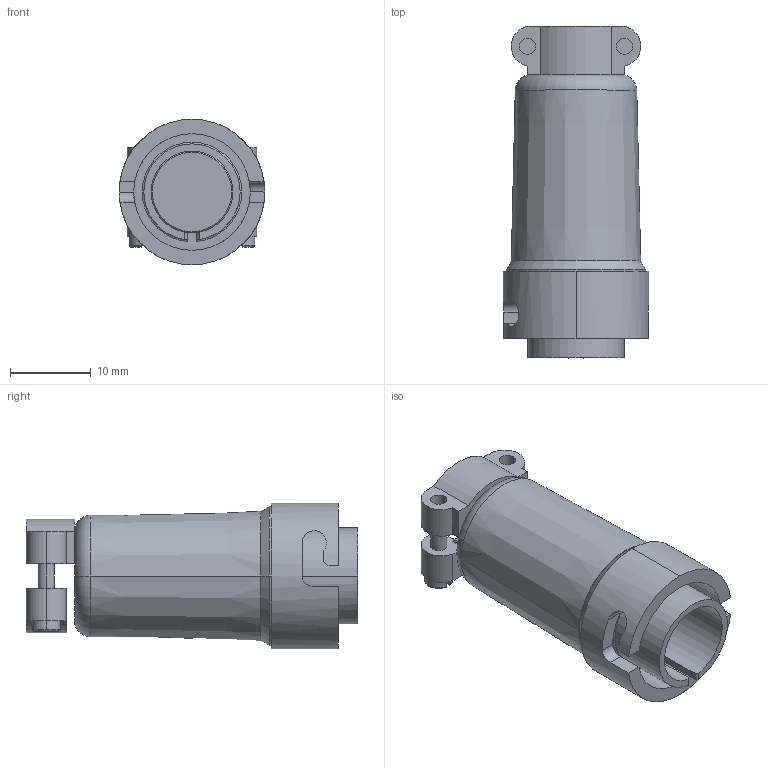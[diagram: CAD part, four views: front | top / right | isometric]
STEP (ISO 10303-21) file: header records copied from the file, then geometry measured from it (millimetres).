
FILE_DESCRIPTION(('CoCreate Modeling STEP Export'),'2;1');
FILE_NAME('RM12BPE-4PH.stp','2009-09-25T16:55:19',(''),(''),'CoCreate Modeling STEP processor for AP214 (Solid Model)','CoCreate Modeling 16.00B 02-Dec-2008 (C) Parametric Technology GmbH','');
FILE_SCHEMA(('AUTOMOTIVE_DESIGN { 1 0 10303 214 1 1 1 1 }'));
Length unit declared in the file: millimetre
Products named in the file (2): RM12BPE-4PH
Assembly tree (1 placements, depth 2):
  RM12BPE-4PH
    RM12BPE-4PH
Bounding box: 18 x 41 x 18 mm (x, y, z)
Volume: 6274.7 mm3; surface area: 4303.9 mm2
Topology: 1 solids, 2 shells, 163 faces, 430 edges, 280 vertices
Faces by surface type: plane 70, cylinder 66, cone 16, torus 11
Entity records: 6333 total; most frequent: CARTESIAN_POINT 2630, ORIENTED_EDGE 860, DIRECTION 653, EDGE_CURVE 430, VERTEX_POINT 280, AXIS2_PLACEMENT_3D 230, VECTOR 193, LINE 193
